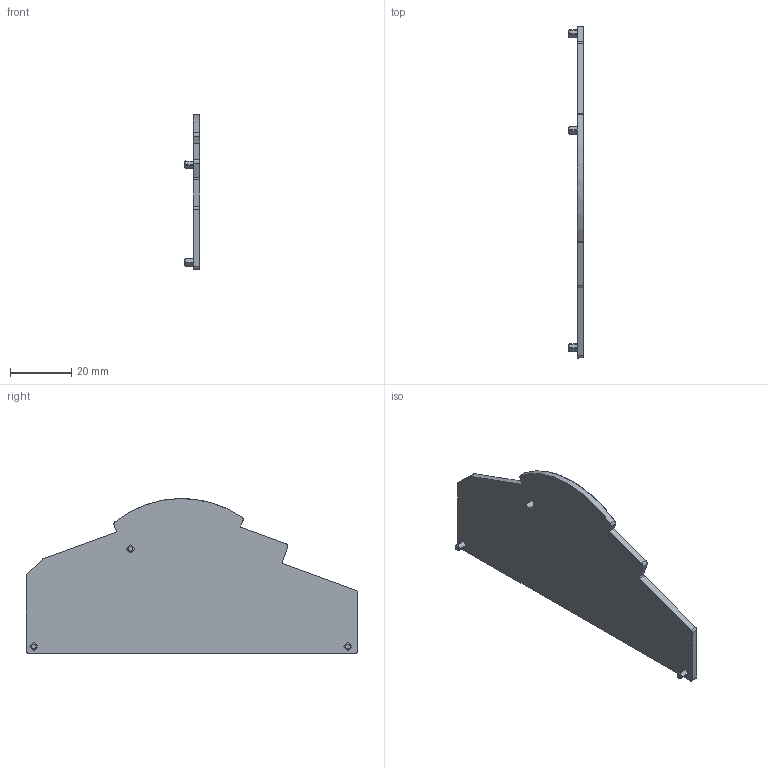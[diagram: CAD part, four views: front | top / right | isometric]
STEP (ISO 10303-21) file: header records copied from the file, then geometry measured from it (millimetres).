
FILE_DESCRIPTION(('CATIA V5 STEP Exchange','CAx-IF Rec.Pracs.--- Model Styling and Organization---1.4--- 2014-01-23'),'2;1');
FILE_NAME ('1235790-4_0', '2020-12-07T05:33:07+00:00', ('none'), ('Weidmueller'), 'CATIA Version 5-6 Release 2016 SP3 HF44', 'CATIA V5 STEP AP214', 'none');
FILE_SCHEMA(('AUTOMOTIVE_DESIGN { 1 0 10303 214 1 1 1 1 }'));
Length unit declared in the file: millimetre
Products named in the file (1): 2762310000
Bounding box: 5.1 x 108.8 x 50.77 mm (x, y, z)
Volume: 8754.4 mm3; surface area: 8973.7 mm2
Topology: 1 solids, 1 shells, 68 faces, 186 edges, 123 vertices
Faces by surface type: cylinder 35, plane 27, cone 6
Entity records: 2301 total; most frequent: CARTESIAN_POINT 635, ORIENTED_EDGE 372, DIRECTION 277, EDGE_CURVE 186, VERTEX_POINT 123, AXIS2_PLACEMENT_3D 109, VECTOR 103, LINE 103
